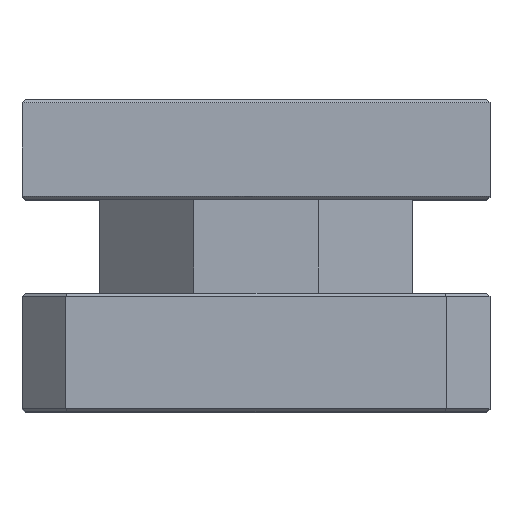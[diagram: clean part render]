
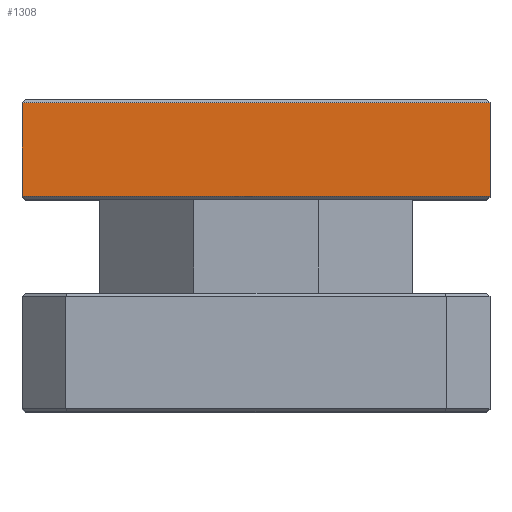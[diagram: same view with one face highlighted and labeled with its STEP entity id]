
A CAD part, top view. The second image highlights one B-rep face of the part: STEP entity #1308.
In plain terms, the highlighted planar face has unit normal (0, 0, 1).
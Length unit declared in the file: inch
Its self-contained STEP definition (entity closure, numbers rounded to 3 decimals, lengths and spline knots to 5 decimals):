
#198 = EDGE_LOOP ( 'NONE', ( #2067, #257, #2113, #938 ) ) ;
#229 = CARTESIAN_POINT ( 'NONE',  ( 0.375, 0.345, 0.375 ) ) ;
#251 = VERTEX_POINT ( 'NONE', #1298 ) ;
#257 = ORIENTED_EDGE ( 'NONE', *, *, #2675, .T. ) ;
#295 = DIRECTION ( 'NONE',  ( 0., -1., 0. ) ) ;
#353 = CARTESIAN_POINT ( 'NONE',  ( 0.375, 0.5, 0.375 ) ) ;
#565 = AXIS2_PLACEMENT_3D ( 'NONE', #353, #2993, #1795 ) ;
#648 = VERTEX_POINT ( 'NONE', #1973 ) ;
#795 = EDGE_CURVE ( 'NONE', #1882, #3009, #1088, .T. ) ;
#938 = ORIENTED_EDGE ( 'NONE', *, *, #795, .T. ) ;
#1079 = FACE_OUTER_BOUND ( 'NONE', #198, .T. ) ;
#1088 = LINE ( 'NONE', #1263, #1687 ) ;
#1189 = LINE ( 'NONE', #2730, #2734 ) ;
#1224 = EDGE_CURVE ( 'NONE', #3009, #251, #1424, .T. ) ;
#1263 = CARTESIAN_POINT ( 'NONE',  ( -0.375, 0.495, 0.375 ) ) ;
#1298 = CARTESIAN_POINT ( 'NONE',  ( -0.375, 0.345, 0.375 ) ) ;
#1300 = DIRECTION ( 'NONE',  ( -1., 0., 0. ) ) ;
#1308 = ADVANCED_FACE ( 'NONE', ( #1079 ), #2514, .F. ) ;
#1349 = VECTOR ( 'NONE', #295, 39.37008 ) ;
#1396 = LINE ( 'NONE', #229, #2188 ) ;
#1416 = EDGE_CURVE ( 'NONE', #1882, #648, #1189, .T. ) ;
#1422 = DIRECTION ( 'NONE',  ( 1., 0., 0. ) ) ;
#1424 = LINE ( 'NONE', #1994, #1349 ) ;
#1687 = VECTOR ( 'NONE', #1300, 39.37008 ) ;
#1723 = CARTESIAN_POINT ( 'NONE',  ( -0.375, 0.495, 0.375 ) ) ;
#1795 = DIRECTION ( 'NONE',  ( -1., 0., 0. ) ) ;
#1862 = DIRECTION ( 'NONE',  ( 0., -1., 0. ) ) ;
#1882 = VERTEX_POINT ( 'NONE', #2501 ) ;
#1973 = CARTESIAN_POINT ( 'NONE',  ( 0.375, 0.345, 0.375 ) ) ;
#1994 = CARTESIAN_POINT ( 'NONE',  ( -0.375, 0.5, 0.375 ) ) ;
#2067 = ORIENTED_EDGE ( 'NONE', *, *, #1224, .T. ) ;
#2113 = ORIENTED_EDGE ( 'NONE', *, *, #1416, .F. ) ;
#2188 = VECTOR ( 'NONE', #1422, 39.37008 ) ;
#2501 = CARTESIAN_POINT ( 'NONE',  ( 0.375, 0.495, 0.375 ) ) ;
#2514 = PLANE ( 'NONE',  #565 ) ;
#2675 = EDGE_CURVE ( 'NONE', #251, #648, #1396, .T. ) ;
#2730 = CARTESIAN_POINT ( 'NONE',  ( 0.375, 0.5, 0.375 ) ) ;
#2734 = VECTOR ( 'NONE', #1862, 39.37008 ) ;
#2993 = DIRECTION ( 'NONE',  ( 0., 0., -1. ) ) ;
#3009 = VERTEX_POINT ( 'NONE', #1723 ) ;
